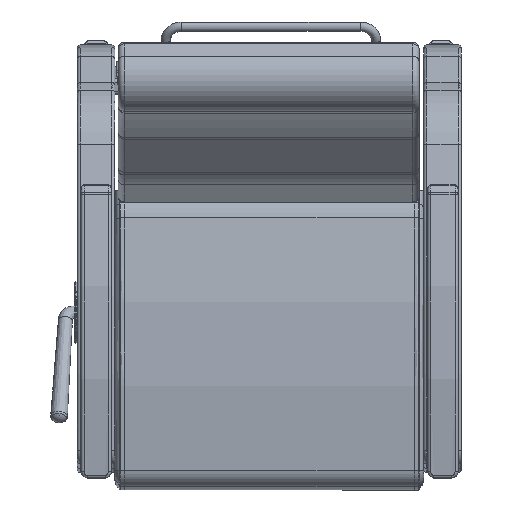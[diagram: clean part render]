
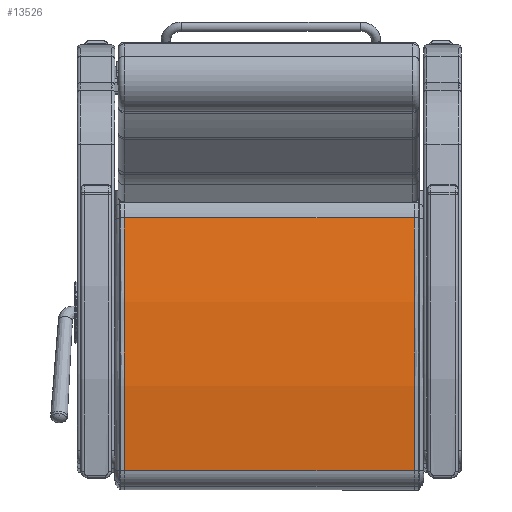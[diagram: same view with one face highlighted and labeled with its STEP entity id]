
A CAD part, front view. The second image highlights one B-rep face of the part: STEP entity #13526.
In plain terms, the highlighted free-form (B-spline) face has degree [1, 2] with [2, 3] control points.
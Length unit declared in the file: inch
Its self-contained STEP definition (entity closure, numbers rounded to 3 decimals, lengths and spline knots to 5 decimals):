
#321=(
BOUNDED_SURFACE()
B_SPLINE_SURFACE(1,2,((#22293,#22294,#22295),(#22296,#22297,#22298)),
 .UNSPECIFIED.,.F.,.F.,.F.)
B_SPLINE_SURFACE_WITH_KNOTS((2,2),(3,3),(-0.19254,0.19254),
(1.36178,1.69928),.UNSPECIFIED.)
GEOMETRIC_REPRESENTATION_ITEM()
RATIONAL_B_SPLINE_SURFACE(((1.,0.986,1.),(1.,0.986,
1.)))
REPRESENTATION_ITEM('')
SURFACE()
);
#344=ELLIPSE('',#14750,60.05357,60.);
#356=ELLIPSE('',#14792,60.05357,60.);
#1428=FACE_OUTER_BOUND('',#2326,.T.);
#2326=EDGE_LOOP('',(#9519,#9520,#9521,#9522));
#3339=LINE('',#22292,#4203);
#3340=LINE('',#22299,#4204);
#4203=VECTOR('',#16985,0.3937);
#4204=VECTOR('',#16986,0.3937);
#5899=VERTEX_POINT('',#21465);
#5900=VERTEX_POINT('',#21488);
#5940=VERTEX_POINT('',#21705);
#5941=VERTEX_POINT('',#21728);
#7186=EDGE_CURVE('',#5900,#5899,#344,.T.);
#7245=EDGE_CURVE('',#5941,#5940,#356,.T.);
#7325=EDGE_CURVE('',#5899,#5941,#3339,.T.);
#7326=EDGE_CURVE('',#5900,#5940,#3340,.T.);
#9519=ORIENTED_EDGE('',*,*,#7186,.F.);
#9520=ORIENTED_EDGE('',*,*,#7326,.T.);
#9521=ORIENTED_EDGE('',*,*,#7245,.F.);
#9522=ORIENTED_EDGE('',*,*,#7325,.F.);
#13526=ADVANCED_FACE('',(#1428),#321,.F.);
#14750=AXIS2_PLACEMENT_3D('',#21490,#16738,#16739);
#14792=AXIS2_PLACEMENT_3D('',#21730,#16847,#16848);
#16738=DIRECTION('center_axis',(0.,0.,-1.));
#16739=DIRECTION('ref_axis',(1.,0.,0.));
#16847=DIRECTION('center_axis',(0.,0.,1.));
#16848=DIRECTION('ref_axis',(1.,0.,0.));
#16985=DIRECTION('',(0.,0.,1.));
#16986=DIRECTION('',(0.,0.,1.));
#21465=CARTESIAN_POINT('',(10.1114,0.44486,-11.5625));
#21488=CARTESIAN_POINT('',(-10.04459,1.25621,-11.5625));
#21490=CARTESIAN_POINT('Origin',(-2.34979,-58.24922,-11.5625));
#21705=CARTESIAN_POINT('',(-10.04459,1.25621,11.5625));
#21728=CARTESIAN_POINT('',(10.1114,0.44486,11.5625));
#21730=CARTESIAN_POINT('Origin',(-2.34979,-58.24922,11.5625));
#22292=CARTESIAN_POINT('',(10.1114,0.44486,0.));
#22293=CARTESIAN_POINT('Ctrl Pts',(10.1114,0.44486,-11.5625));
#22294=CARTESIAN_POINT('Ctrl Pts',(0.10258,2.56602,-11.5625));
#22295=CARTESIAN_POINT('Ctrl Pts',(-10.04459,1.25621,-11.5625));
#22296=CARTESIAN_POINT('Ctrl Pts',(10.1114,0.44486,11.5625));
#22297=CARTESIAN_POINT('Ctrl Pts',(0.10258,2.56602,11.5625));
#22298=CARTESIAN_POINT('Ctrl Pts',(-10.04459,1.25621,11.5625));
#22299=CARTESIAN_POINT('',(-10.04459,1.25621,0.));
